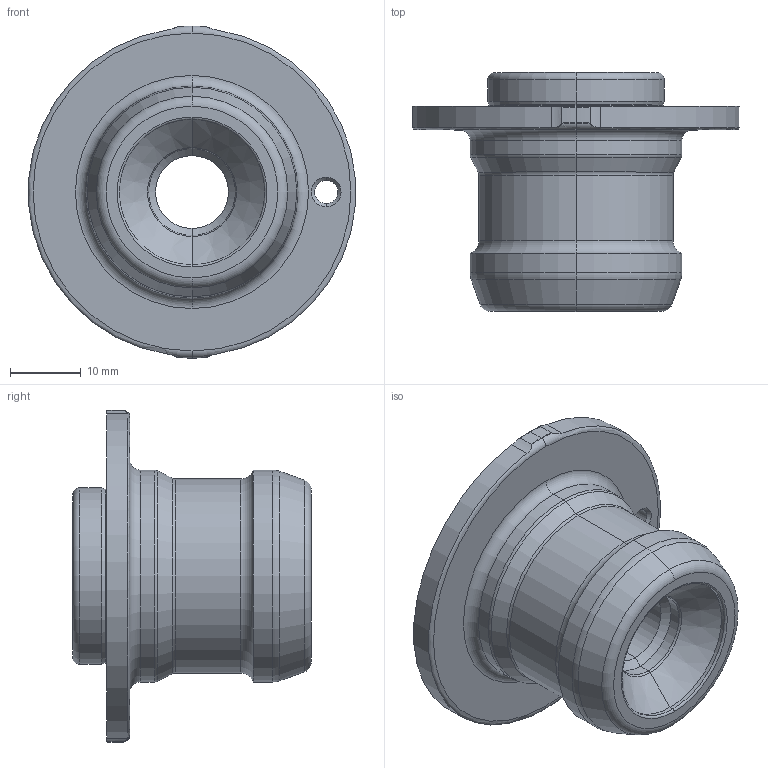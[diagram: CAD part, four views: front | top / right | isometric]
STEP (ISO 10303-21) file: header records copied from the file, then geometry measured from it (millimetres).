
FILE_DESCRIPTION (( 'STEP AP214' ), '1' );
FILE_NAME ('STARK_804 471_B.STEP', '2016-04-22T08:15:29', ( '' ), ( '' ), 'SwSTEP 2.0', 'SolidWorks 2015', '' );
FILE_SCHEMA (( 'AUTOMOTIVE_DESIGN' ));
Length unit declared in the file: millimetre
Products named in the file (1): STARK_804 471_B
Bounding box: 46.24 x 33.8 x 46.99 mm (x, y, z)
Volume: 20547.5 mm3; surface area: 7251.6 mm2
Topology: 1 solids, 1 shells, 81 faces, 176 edges, 99 vertices
Faces by surface type: torus 29, cylinder 27, cone 21, plane 4
Entity records: 2318 total; most frequent: CARTESIAN_POINT 449, DIRECTION 446, ORIENTED_EDGE 352, AXIS2_PLACEMENT_3D 200, EDGE_CURVE 176, CIRCLE 118, VERTEX_POINT 99, EDGE_LOOP 87
